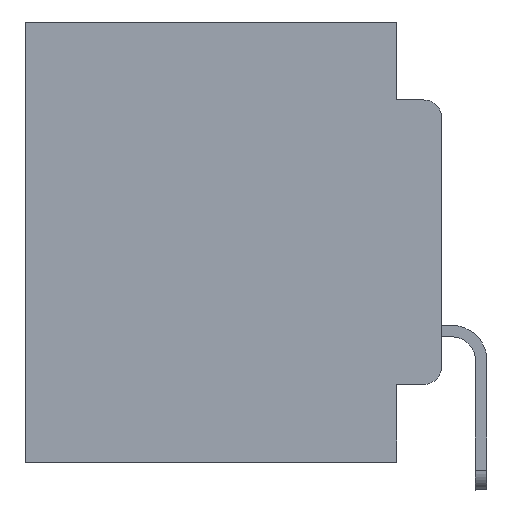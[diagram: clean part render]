
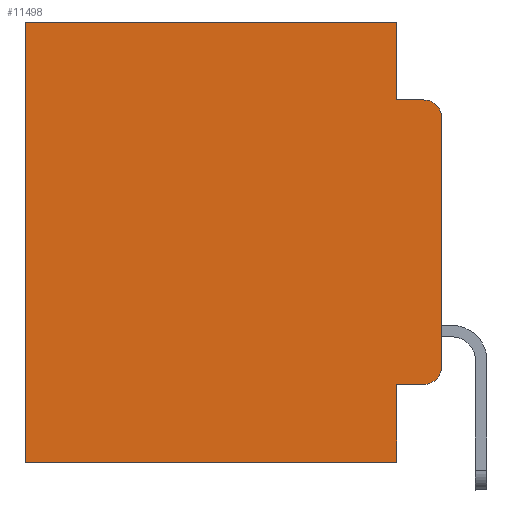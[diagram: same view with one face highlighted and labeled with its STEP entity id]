
A CAD part, left-side view. The second image highlights one B-rep face of the part: STEP entity #11498.
In plain terms, the highlighted planar face has unit normal (-1, 0, 0).
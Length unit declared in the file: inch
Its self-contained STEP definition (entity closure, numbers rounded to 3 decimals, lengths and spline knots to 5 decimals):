
#144 = CARTESIAN_POINT ( 'NONE',  ( 0.298, 0., -0.3915 ) ) ;
#474 = DIRECTION ( 'NONE',  ( -1., 0., 0. ) ) ;
#537 = AXIS2_PLACEMENT_3D ( 'NONE', #4750, #15563, #13381 ) ;
#849 = LINE ( 'NONE', #4903, #25239 ) ;
#1194 = CARTESIAN_POINT ( 'NONE',  ( 0.298, 0.473, 0. ) ) ;
#1420 = ORIENTED_EDGE ( 'NONE', *, *, #11169, .T. ) ;
#1638 = LINE ( 'NONE', #12577, #9518 ) ;
#1675 = VERTEX_POINT ( 'NONE', #24880 ) ;
#1801 = LINE ( 'NONE', #23860, #9894 ) ;
#1934 = CIRCLE ( 'NONE', #537, 0.02 ) ;
#1996 = DIRECTION ( 'NONE',  ( 1., 0., 0. ) ) ;
#2504 = EDGE_CURVE ( 'NONE', #16184, #17912, #19009, .T. ) ;
#4295 = ORIENTED_EDGE ( 'NONE', *, *, #16321, .F. ) ;
#4575 = PLANE ( 'NONE',  #20327 ) ;
#4692 = LINE ( 'NONE', #8718, #11520 ) ;
#4750 = CARTESIAN_POINT ( 'NONE',  ( 0.298, 0.02, -0.1085 ) ) ;
#4903 = CARTESIAN_POINT ( 'NONE',  ( 0.298, 0., 0. ) ) ;
#5151 = DIRECTION ( 'NONE',  ( 0., -1., 0. ) ) ;
#5473 = CARTESIAN_POINT ( 'NONE',  ( 0.298, 0.02, -0.4115 ) ) ;
#6061 = VECTOR ( 'NONE', #25837, 39.37008 ) ;
#6226 = EDGE_CURVE ( 'NONE', #22892, #22332, #1638, .T. ) ;
#7173 = AXIS2_PLACEMENT_3D ( 'NONE', #18083, #474, #11145 ) ;
#7471 = ORIENTED_EDGE ( 'NONE', *, *, #16391, .T. ) ;
#8030 = ORIENTED_EDGE ( 'NONE', *, *, #27195, .T. ) ;
#8419 = CARTESIAN_POINT ( 'NONE',  ( 0.298, 0.473, 0. ) ) ;
#8718 = CARTESIAN_POINT ( 'NONE',  ( 0.298, 0.051, 0. ) ) ;
#8725 = VECTOR ( 'NONE', #5151, 39.37008 ) ;
#9194 = EDGE_CURVE ( 'NONE', #22892, #20802, #4692, .T. ) ;
#9201 = ORIENTED_EDGE ( 'NONE', *, *, #24959, .F. ) ;
#9518 = VECTOR ( 'NONE', #17203, 39.37008 ) ;
#9612 = EDGE_LOOP ( 'NONE', ( #4295, #1420, #26058, #16869, #27296, #8030, #9201, #18602, #9992, #7471 ) ) ;
#9894 = VECTOR ( 'NONE', #26292, 39.37008 ) ;
#9992 = ORIENTED_EDGE ( 'NONE', *, *, #6226, .T. ) ;
#10240 = CARTESIAN_POINT ( 'NONE',  ( 0.298, 0., -0.5 ) ) ;
#11145 = DIRECTION ( 'NONE',  ( 0., 0., -1. ) ) ;
#11169 = EDGE_CURVE ( 'NONE', #25150, #1675, #1934, .T. ) ;
#11223 = VECTOR ( 'NONE', #16485, 39.37008 ) ;
#11495 = CARTESIAN_POINT ( 'NONE',  ( 0.298, 0.051, -0.0885 ) ) ;
#11498 = ADVANCED_FACE ( 'NONE', ( #21757 ), #4575, .F. ) ;
#11520 = VECTOR ( 'NONE', #22291, 39.37008 ) ;
#11700 = CARTESIAN_POINT ( 'NONE',  ( 0.298, 0., -0.1085 ) ) ;
#12139 = LINE ( 'NONE', #10240, #6061 ) ;
#12338 = CARTESIAN_POINT ( 'NONE',  ( 0.298, 0.051, -0.4115 ) ) ;
#12577 = CARTESIAN_POINT ( 'NONE',  ( 0.298, 0.051, -0.4115 ) ) ;
#13074 = DIRECTION ( 'NONE',  ( 0., 0., -1. ) ) ;
#13381 = DIRECTION ( 'NONE',  ( 0., 0., -1. ) ) ;
#13665 = DIRECTION ( 'NONE',  ( 0., 1., 0. ) ) ;
#15083 = VERTEX_POINT ( 'NONE', #144 ) ;
#15243 = CARTESIAN_POINT ( 'NONE',  ( 0.298, 0., 0. ) ) ;
#15563 = DIRECTION ( 'NONE',  ( -1., 0., 0. ) ) ;
#15770 = CARTESIAN_POINT ( 'NONE',  ( 0.298, 0.473, -0.5 ) ) ;
#16184 = VERTEX_POINT ( 'NONE', #20709 ) ;
#16321 = EDGE_CURVE ( 'NONE', #25150, #15083, #1801, .T. ) ;
#16391 = EDGE_CURVE ( 'NONE', #22332, #15083, #19619, .T. ) ;
#16485 = DIRECTION ( 'NONE',  ( 0., 0., -1. ) ) ;
#16869 = ORIENTED_EDGE ( 'NONE', *, *, #2504, .F. ) ;
#17184 = CARTESIAN_POINT ( 'NONE',  ( 0.298, 0.051, -0.0885 ) ) ;
#17203 = DIRECTION ( 'NONE',  ( 0., -1., 0. ) ) ;
#17745 = VERTEX_POINT ( 'NONE', #15770 ) ;
#17912 = VERTEX_POINT ( 'NONE', #17184 ) ;
#18083 = CARTESIAN_POINT ( 'NONE',  ( 0.298, 0.02, -0.3915 ) ) ;
#18602 = ORIENTED_EDGE ( 'NONE', *, *, #9194, .F. ) ;
#19009 = LINE ( 'NONE', #27635, #22694 ) ;
#19619 = CIRCLE ( 'NONE', #7173, 0.02 ) ;
#19848 = EDGE_CURVE ( 'NONE', #16184, #25702, #849, .T. ) ;
#20327 = AXIS2_PLACEMENT_3D ( 'NONE', #15243, #1996, #13074 ) ;
#20690 = CARTESIAN_POINT ( 'NONE',  ( 0.298, 0.051, -0.5 ) ) ;
#20709 = CARTESIAN_POINT ( 'NONE',  ( 0.298, 0.051, 0. ) ) ;
#20802 = VERTEX_POINT ( 'NONE', #20690 ) ;
#21658 = EDGE_CURVE ( 'NONE', #17912, #1675, #25171, .T. ) ;
#21757 = FACE_OUTER_BOUND ( 'NONE', #9612, .T. ) ;
#22291 = DIRECTION ( 'NONE',  ( 0., 0., -1. ) ) ;
#22332 = VERTEX_POINT ( 'NONE', #5473 ) ;
#22694 = VECTOR ( 'NONE', #27923, 39.37008 ) ;
#22892 = VERTEX_POINT ( 'NONE', #12338 ) ;
#23117 = LINE ( 'NONE', #1194, #11223 ) ;
#23860 = CARTESIAN_POINT ( 'NONE',  ( 0.298, 0., 0. ) ) ;
#24880 = CARTESIAN_POINT ( 'NONE',  ( 0.298, 0.02, -0.0885 ) ) ;
#24959 = EDGE_CURVE ( 'NONE', #20802, #17745, #12139, .T. ) ;
#25150 = VERTEX_POINT ( 'NONE', #11700 ) ;
#25171 = LINE ( 'NONE', #11495, #8725 ) ;
#25239 = VECTOR ( 'NONE', #13665, 39.37008 ) ;
#25702 = VERTEX_POINT ( 'NONE', #8419 ) ;
#25837 = DIRECTION ( 'NONE',  ( 0., 1., 0. ) ) ;
#26058 = ORIENTED_EDGE ( 'NONE', *, *, #21658, .F. ) ;
#26292 = DIRECTION ( 'NONE',  ( 0., 0., -1. ) ) ;
#27195 = EDGE_CURVE ( 'NONE', #25702, #17745, #23117, .T. ) ;
#27296 = ORIENTED_EDGE ( 'NONE', *, *, #19848, .T. ) ;
#27635 = CARTESIAN_POINT ( 'NONE',  ( 0.298, 0.051, 0. ) ) ;
#27923 = DIRECTION ( 'NONE',  ( 0., 0., -1. ) ) ;
